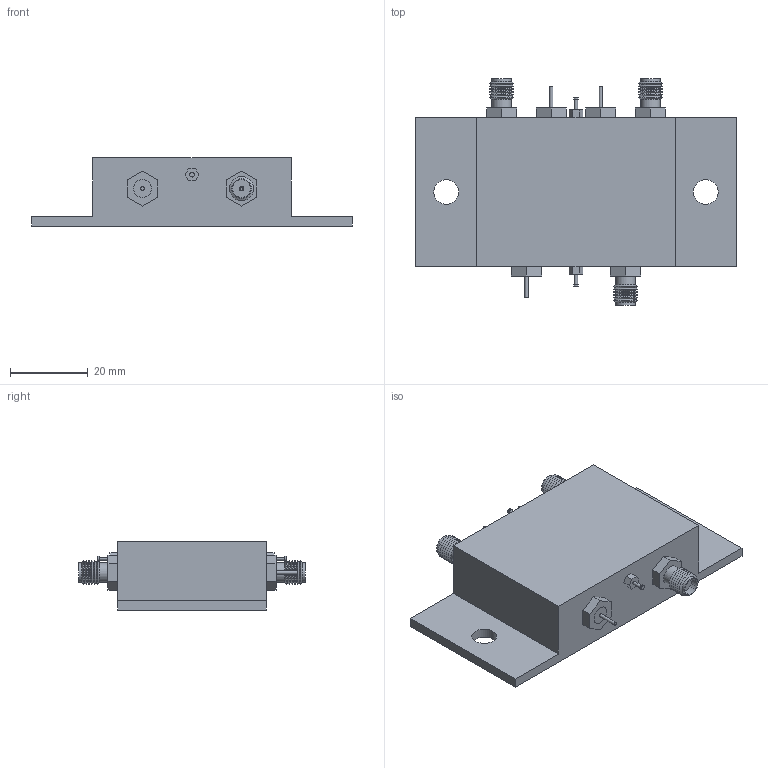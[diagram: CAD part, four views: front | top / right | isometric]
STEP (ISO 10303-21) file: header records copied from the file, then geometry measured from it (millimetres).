
FILE_DESCRIPTION(/* description */ (''),/* implementation_level */ '2;1');
FILE_NAME(/* name */ 'MINI-CIRCUITS_CY1481.stp',/* time_stamp */ '2016-06-10T10:16:01+02:00',/* author */ ('riccim'),/* organization */ (''),/* preprocessor_version */ 'ST-DEVELOPER v15.5',/* originating_system */ 'AutoCAD Mechanical',/* authorisation */ '');
FILE_SCHEMA (('AUTOMOTIVE_DESIGN { 1 0 10303 214 3 1 1 }'));
Length unit declared in the file: millimetre
Products named in the file (1): Product
Bounding box: 82.3 x 58.1 x 17.53 mm (x, y, z)
Volume: 38058.5 mm3; surface area: 12710.4 mm2
Topology: 31 solids, 31 shells, 211 faces, 402 edges, 256 vertices
Faces by surface type: plane 121, cylinder 54, cone 36
Full cylindrical faces by diameter (mm): 0.8 x3, 0.85 x5, 1.2 x8, 4.6 x12, 5 x6, 6.22 x18, 6.35 x2
Entity records: 4764 total; most frequent: DIRECTION 850, CARTESIAN_POINT 750, ORIENTED_EDGE 594, AXIS2_PLACEMENT_3D 341, EDGE_LOOP 332, EDGE_CURVE 297, VERTEX_POINT 241, FACE_OUTER_BOUND 211
